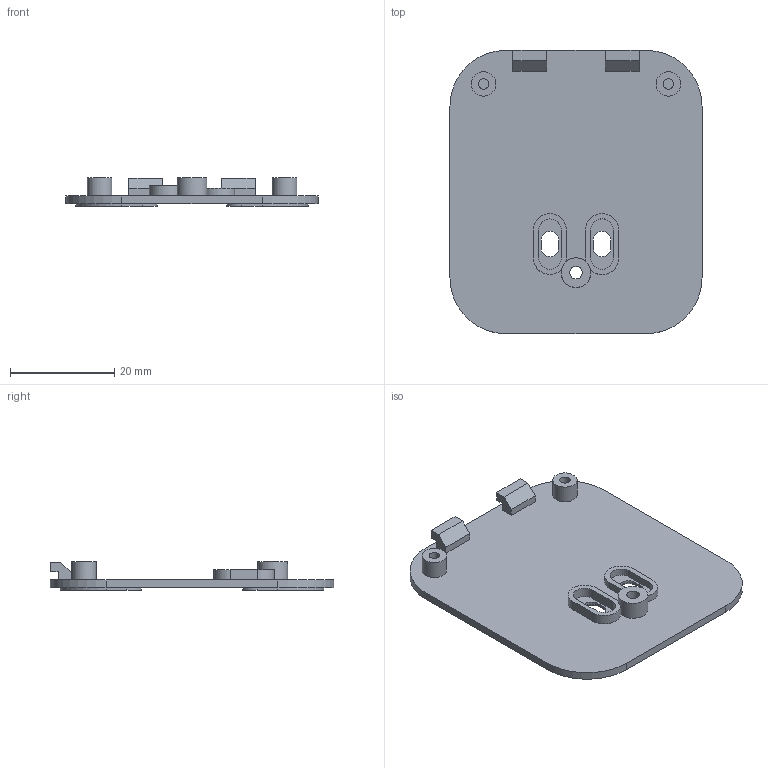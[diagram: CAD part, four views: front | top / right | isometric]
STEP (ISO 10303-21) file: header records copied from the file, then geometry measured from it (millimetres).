
FILE_DESCRIPTION(/* description */ (''),/* implementation_level */ '2;1');
FILE_NAME(/* name */ 'Bottom-Cover.step',/* time_stamp */ '2026-01-06T22:17:19+08:00',/* author */ (''),/* organization */ (''),/* preprocessor_version */ 'ST-DEVELOPER v20.1',/* originating_system */ 'Autodesk Translation Framework v14.21.0.0',/* authorisation */ '');
FILE_SCHEMA (('AUTOMOTIVE_DESIGN { 1 0 10303 214 3 1 1 }'));
Length unit declared in the file: millimetre
Products named in the file (1): SparkinFP外壳
Bounding box: 48.4 x 54.4 x 5.5 mm (x, y, z)
Volume: 4030.5 mm3; surface area: 6111.1 mm2
Topology: 1 solids, 1 shells, 158 faces, 403 edges, 266 vertices
Faces by surface type: plane 93, cylinder 61, cone 4
Full cylindrical faces by diameter (mm): 2 x2, 2.4 x1, 3.7 x1, 4.7 x2, 5.7 x1
Entity records: 4848 total; most frequent: DIRECTION 851, CARTESIAN_POINT 828, ORIENTED_EDGE 806, EDGE_CURVE 403, AXIS2_PLACEMENT_3D 289, LINE 273, VECTOR 273, VERTEX_POINT 266
